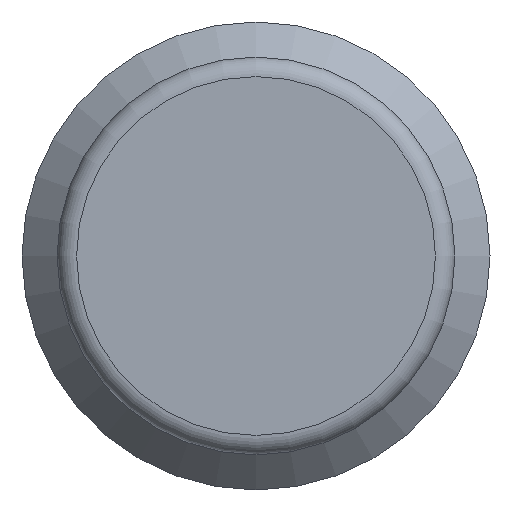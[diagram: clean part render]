
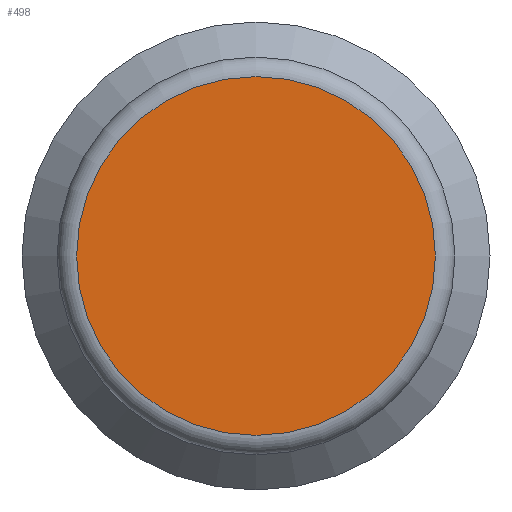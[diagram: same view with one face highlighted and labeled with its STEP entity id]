
A CAD part, front view. The second image highlights one B-rep face of the part: STEP entity #498.
In plain terms, the highlighted planar face has unit normal (0, -1, 0).
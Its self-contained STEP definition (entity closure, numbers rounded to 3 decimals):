
#35=PLANE('',#585);
#63=FACE_OUTER_BOUND('',#95,.T.);
#95=EDGE_LOOP('',(#431));
#133=CIRCLE('',#583,4.6);
#230=VERTEX_POINT('',#956);
#296=EDGE_CURVE('',#230,#230,#133,.T.);
#431=ORIENTED_EDGE('',*,*,#296,.T.);
#498=ADVANCED_FACE('',(#63),#35,.T.);
#583=AXIS2_PLACEMENT_3D('',#957,#739,#740);
#585=AXIS2_PLACEMENT_3D('',#959,#743,#744);
#739=DIRECTION('center_axis',(0.,-1.,0.));
#740=DIRECTION('ref_axis',(1.,0.,0.));
#743=DIRECTION('center_axis',(0.,-1.,0.));
#744=DIRECTION('ref_axis',(0.,0.,-1.));
#956=CARTESIAN_POINT('',(0.,0.,4.6));
#957=CARTESIAN_POINT('Origin',(0.,0.,
0.));
#959=CARTESIAN_POINT('Origin',(2.3,0.,0.));
